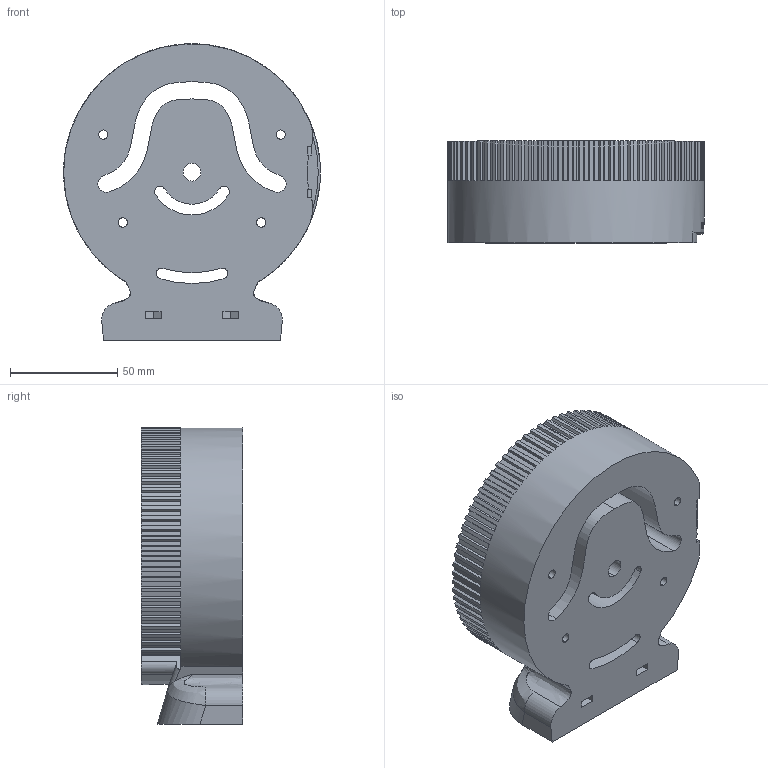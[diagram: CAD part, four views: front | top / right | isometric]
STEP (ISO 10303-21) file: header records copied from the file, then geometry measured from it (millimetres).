
FILE_DESCRIPTION (( 'STEP AP203' ), '1' );
FILE_NAME ('2M2MA_Predeterminado_sldprt.STEP', '2024-02-29T15:19:32', ( '' ), ( '' ), 'SwSTEP 2.0', 'SolidWorks 2022', '' );
FILE_SCHEMA (( 'CONFIG_CONTROL_DESIGN' ));
Length unit declared in the file: millimetre
Products named in the file (1): 2M2MA_Predeterminado_sldprt
Bounding box: 120 x 47.5 x 138.52 mm (x, y, z)
Volume: 507007 mm3; surface area: 76145.1 mm2
Topology: 1 solids, 1 shells, 417 faces, 1226 edges, 816 vertices
Faces by surface type: plane 279, cylinder 117, bspline 16, cone 5
Entity records: 15053 total; most frequent: CARTESIAN_POINT 3662, ORIENTED_EDGE 2452, DIRECTION 2321, EDGE_CURVE 1226, VERTEX_POINT 816, LINE 799, VECTOR 799, AXIS2_PLACEMENT_3D 761
